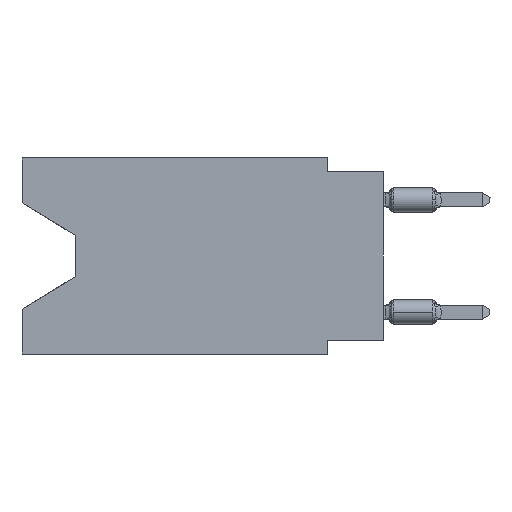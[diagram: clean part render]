
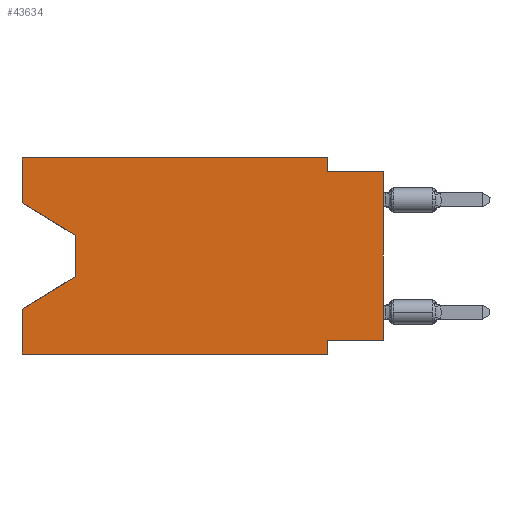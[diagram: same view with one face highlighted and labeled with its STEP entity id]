
A CAD part, left-side view. The second image highlights one B-rep face of the part: STEP entity #43634.
In plain terms, the highlighted planar face has unit normal (-1, 0, 0).
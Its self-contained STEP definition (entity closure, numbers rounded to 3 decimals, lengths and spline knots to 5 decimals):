
#136 = CARTESIAN_POINT ( 'NONE',  ( 0., 0.645, -0.26975 ) ) ;
#855 = VERTEX_POINT ( 'NONE', #25245 ) ;
#2979 = LINE ( 'NONE', #20856, #46032 ) ;
#4901 = CARTESIAN_POINT ( 'NONE',  ( 0., 0.1, -0.025 ) ) ;
#5236 = EDGE_CURVE ( 'NONE', #15174, #855, #27286, .T. ) ;
#5710 = VECTOR ( 'NONE', #53125, 39.37008 ) ;
#6324 = VECTOR ( 'NONE', #26821, 39.37008 ) ;
#6546 = CARTESIAN_POINT ( 'NONE',  ( 0., 0.55, -0.138 ) ) ;
#6871 = VERTEX_POINT ( 'NONE', #4901 ) ;
#7945 = CARTESIAN_POINT ( 'NONE',  ( 0., 0.645, 0. ) ) ;
#8245 = DIRECTION ( 'NONE',  ( 0., -1., 0. ) ) ;
#8301 = DIRECTION ( 'NONE',  ( 0., 0., 1. ) ) ;
#8837 = DIRECTION ( 'NONE',  ( 0., 0., -1. ) ) ;
#9453 = EDGE_CURVE ( 'NONE', #10775, #50260, #48028, .T. ) ;
#10616 = VERTEX_POINT ( 'NONE', #42157 ) ;
#10680 = LINE ( 'NONE', #23563, #56719 ) ;
#10774 = VECTOR ( 'NONE', #50203, 39.37008 ) ;
#10775 = VERTEX_POINT ( 'NONE', #17560 ) ;
#11934 = LINE ( 'NONE', #56713, #17837 ) ;
#12538 = VECTOR ( 'NONE', #57631, 39.37008 ) ;
#13352 = LINE ( 'NONE', #22423, #6324 ) ;
#13421 = CARTESIAN_POINT ( 'NONE',  ( 0., 0.645, 0. ) ) ;
#13925 = DIRECTION ( 'NONE',  ( 0., 0., -1. ) ) ;
#14092 = CARTESIAN_POINT ( 'NONE',  ( 0., 0., -0.325 ) ) ;
#14368 = AXIS2_PLACEMENT_3D ( 'NONE', #55666, #15580, #20263 ) ;
#14452 = VECTOR ( 'NONE', #50075, 39.37008 ) ;
#15174 = VERTEX_POINT ( 'NONE', #22535 ) ;
#15580 = DIRECTION ( 'NONE',  ( 1., 0., 0. ) ) ;
#15693 = ORIENTED_EDGE ( 'NONE', *, *, #32575, .T. ) ;
#15845 = ORIENTED_EDGE ( 'NONE', *, *, #39500, .T. ) ;
#16585 = LINE ( 'NONE', #25345, #5710 ) ;
#17560 = CARTESIAN_POINT ( 'NONE',  ( 0., 0.645, -0.35 ) ) ;
#17837 = VECTOR ( 'NONE', #52308, 39.37008 ) ;
#18106 = LINE ( 'NONE', #13421, #12538 ) ;
#18214 = CARTESIAN_POINT ( 'NONE',  ( 0., 0.1, 0. ) ) ;
#18233 = CARTESIAN_POINT ( 'NONE',  ( 0., 0., 0. ) ) ;
#20263 = DIRECTION ( 'NONE',  ( 0., 0., -1. ) ) ;
#20856 = CARTESIAN_POINT ( 'NONE',  ( 0., 0., -0.025 ) ) ;
#21406 = FACE_OUTER_BOUND ( 'NONE', #52064, .T. ) ;
#21735 = LINE ( 'NONE', #18214, #35066 ) ;
#22423 = CARTESIAN_POINT ( 'NONE',  ( 0., 0.645, -0.35 ) ) ;
#22535 = CARTESIAN_POINT ( 'NONE',  ( 0., 0., -0.325 ) ) ;
#22648 = VECTOR ( 'NONE', #45145, 39.37008 ) ;
#23563 = CARTESIAN_POINT ( 'NONE',  ( 0., 0.55, -0.138 ) ) ;
#24073 = ORIENTED_EDGE ( 'NONE', *, *, #56562, .F. ) ;
#24167 = CARTESIAN_POINT ( 'NONE',  ( 0., 0.1, -0.35 ) ) ;
#25245 = CARTESIAN_POINT ( 'NONE',  ( 0., 0., -0.025 ) ) ;
#25345 = CARTESIAN_POINT ( 'NONE',  ( 0., 0.55, -0.212 ) ) ;
#25604 = EDGE_CURVE ( 'NONE', #10616, #46907, #18106, .T. ) ;
#26821 = DIRECTION ( 'NONE',  ( 0., -1., 0. ) ) ;
#27286 = LINE ( 'NONE', #18233, #22648 ) ;
#27343 = CARTESIAN_POINT ( 'NONE',  ( 0., 0.1, 0. ) ) ;
#27369 = EDGE_CURVE ( 'NONE', #32796, #52205, #46972, .T. ) ;
#28507 = ORIENTED_EDGE ( 'NONE', *, *, #9453, .F. ) ;
#29001 = VECTOR ( 'NONE', #43654, 39.37008 ) ;
#29613 = ORIENTED_EDGE ( 'NONE', *, *, #31545, .T. ) ;
#30096 = VECTOR ( 'NONE', #8301, 39.37008 ) ;
#30540 = LINE ( 'NONE', #48394, #30096 ) ;
#30569 = ORIENTED_EDGE ( 'NONE', *, *, #46181, .F. ) ;
#30763 = ORIENTED_EDGE ( 'NONE', *, *, #5236, .T. ) ;
#30859 = CARTESIAN_POINT ( 'NONE',  ( 0., 0.55, -0.212 ) ) ;
#31545 = EDGE_CURVE ( 'NONE', #39213, #56075, #10680, .T. ) ;
#32575 = EDGE_CURVE ( 'NONE', #10775, #52205, #13352, .T. ) ;
#32796 = VERTEX_POINT ( 'NONE', #46098 ) ;
#33640 = VERTEX_POINT ( 'NONE', #42267 ) ;
#35066 = VECTOR ( 'NONE', #8837, 39.37008 ) ;
#36548 = ORIENTED_EDGE ( 'NONE', *, *, #27369, .F. ) ;
#39213 = VERTEX_POINT ( 'NONE', #6546 ) ;
#39500 = EDGE_CURVE ( 'NONE', #33640, #39213, #11934, .T. ) ;
#42157 = CARTESIAN_POINT ( 'NONE',  ( 0., 0.645, 0. ) ) ;
#42267 = CARTESIAN_POINT ( 'NONE',  ( 0., 0.645, -0.08025 ) ) ;
#43634 = ADVANCED_FACE ( 'NONE', ( #21406 ), #56531, .F. ) ;
#43654 = DIRECTION ( 'NONE',  ( 0., 0., 1. ) ) ;
#45145 = DIRECTION ( 'NONE',  ( 0., 0., 1. ) ) ;
#45317 = ORIENTED_EDGE ( 'NONE', *, *, #51308, .T. ) ;
#46032 = VECTOR ( 'NONE', #8245, 39.37008 ) ;
#46098 = CARTESIAN_POINT ( 'NONE',  ( 0., 0.1, -0.325 ) ) ;
#46181 = EDGE_CURVE ( 'NONE', #15174, #32796, #54178, .T. ) ;
#46907 = VERTEX_POINT ( 'NONE', #27343 ) ;
#46972 = LINE ( 'NONE', #24167, #10774 ) ;
#48019 = CARTESIAN_POINT ( 'NONE',  ( 0., 0.1, -0.35 ) ) ;
#48028 = LINE ( 'NONE', #7945, #29001 ) ;
#48394 = CARTESIAN_POINT ( 'NONE',  ( 0., 0.645, 0. ) ) ;
#48929 = EDGE_CURVE ( 'NONE', #6871, #855, #2979, .T. ) ;
#50075 = DIRECTION ( 'NONE',  ( 0., 1., 0. ) ) ;
#50203 = DIRECTION ( 'NONE',  ( 0., 0., -1. ) ) ;
#50260 = VERTEX_POINT ( 'NONE', #136 ) ;
#50673 = ORIENTED_EDGE ( 'NONE', *, *, #48929, .F. ) ;
#51308 = EDGE_CURVE ( 'NONE', #56075, #50260, #16585, .T. ) ;
#52064 = EDGE_LOOP ( 'NONE', ( #15845, #29613, #45317, #28507, #15693, #36548, #30569, #30763, #50673, #24073, #55020, #53130 ) ) ;
#52205 = VERTEX_POINT ( 'NONE', #48019 ) ;
#52308 = DIRECTION ( 'NONE',  ( 0., -0.855, -0.519 ) ) ;
#53007 = EDGE_CURVE ( 'NONE', #33640, #10616, #30540, .T. ) ;
#53125 = DIRECTION ( 'NONE',  ( 0., 0.855, -0.519 ) ) ;
#53130 = ORIENTED_EDGE ( 'NONE', *, *, #53007, .F. ) ;
#54178 = LINE ( 'NONE', #14092, #14452 ) ;
#55020 = ORIENTED_EDGE ( 'NONE', *, *, #25604, .F. ) ;
#55666 = CARTESIAN_POINT ( 'NONE',  ( 0., 0.645, 0. ) ) ;
#56075 = VERTEX_POINT ( 'NONE', #30859 ) ;
#56531 = PLANE ( 'NONE',  #14368 ) ;
#56562 = EDGE_CURVE ( 'NONE', #46907, #6871, #21735, .T. ) ;
#56713 = CARTESIAN_POINT ( 'NONE',  ( 0., 0.645, -0.08025 ) ) ;
#56719 = VECTOR ( 'NONE', #13925, 39.37008 ) ;
#57631 = DIRECTION ( 'NONE',  ( 0., -1., 0. ) ) ;
